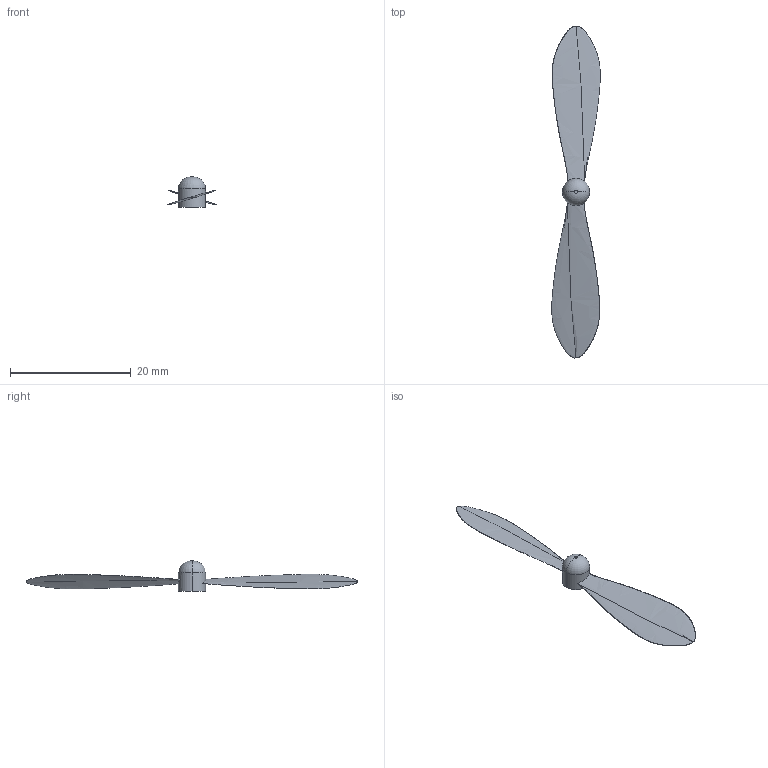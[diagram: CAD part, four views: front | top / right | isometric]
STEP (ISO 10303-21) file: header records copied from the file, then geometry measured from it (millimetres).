
FILE_DESCRIPTION (( 'STEP AP214' ), '1' );
FILE_NAME ('B桨叶.STEP', '2018-08-24T10:52:13', ( 'Microsoft的温柔' ), ( 'Microsoft地方' ), 'SwSTEP 2.0', 'SolidWorks 2013', '' );
FILE_SCHEMA (( 'AUTOMOTIVE_DESIGN' ));
Length unit declared in the file: millimetre
Products named in the file (1): B蔑珔
Bounding box: 8.02 x 55 x 5 mm (x, y, z)
Volume: 120.7 mm3; surface area: 706.1 mm2
Topology: 1 solids, 1 shells, 12 faces, 22 edges, 14 vertices
Faces by surface type: bspline 4, plane 4, torus 2, cylinder 2
Entity records: 870 total; most frequent: CARTESIAN_POINT 627, ORIENTED_EDGE 44, DIRECTION 36, EDGE_CURVE 22, AXIS2_PLACEMENT_3D 17, VERTEX_POINT 14, EDGE_LOOP 14, ADVANCED_FACE 12
